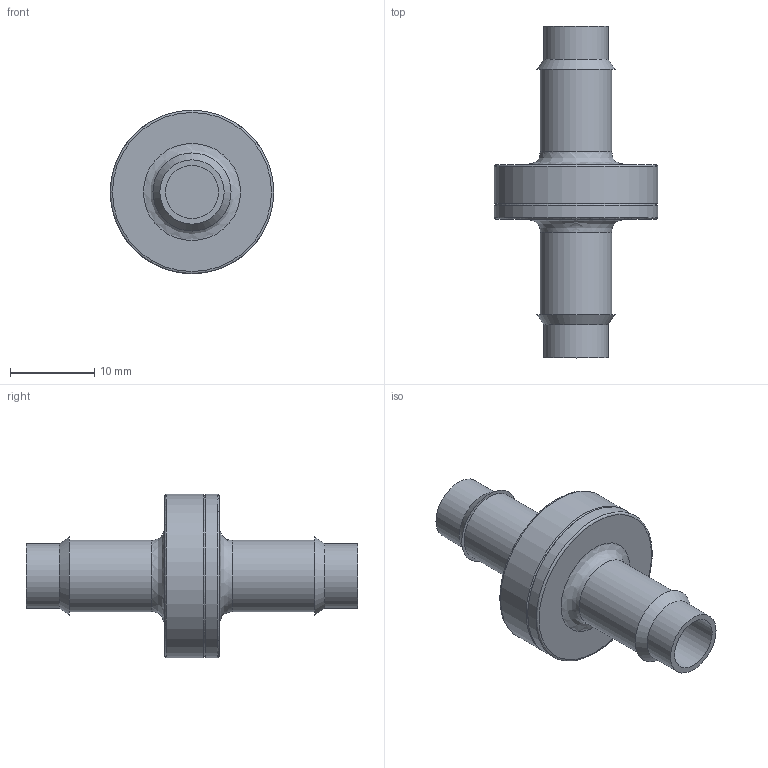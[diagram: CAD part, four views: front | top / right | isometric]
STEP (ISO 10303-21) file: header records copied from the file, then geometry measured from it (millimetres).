
FILE_DESCRIPTION(('FreeCAD Model'),'2;1');
FILE_NAME('Open CASCADE Shape Model','2022-01-10T11:19:13',('Author'),( ''),'Open CASCADE STEP processor 7.4','FreeCAD','Unknown');
FILE_SCHEMA(('AUTOMOTIVE_DESIGN { 1 0 10303 214 1 1 1 1 }'));
Length unit declared in the file: millimetre
Products named in the file (1): Body
Bounding box: 19.38 x 39.37 x 19.38 mm (x, y, z)
Volume: 2513.6 mm3; surface area: 2569.1 mm2
Topology: 1 solids, 1 shells, 23 faces, 37 edges, 22 vertices
Faces by surface type: plane 8, cylinder 8, revolution 5, cone 2
Full cylindrical faces by diameter (mm): 6.299 x2, 7.62 x2, 8.458 x2, 19.38 x2
Entity records: 1215 total; most frequent: DIRECTION 188, CARTESIAN_POINT 180, ORIENTED_EDGE 74, PCURVE 74, DEFINITIONAL_REPRESENTATION 74, LINE 70, VECTOR 70, AXIS2_PLACEMENT_3D 51
